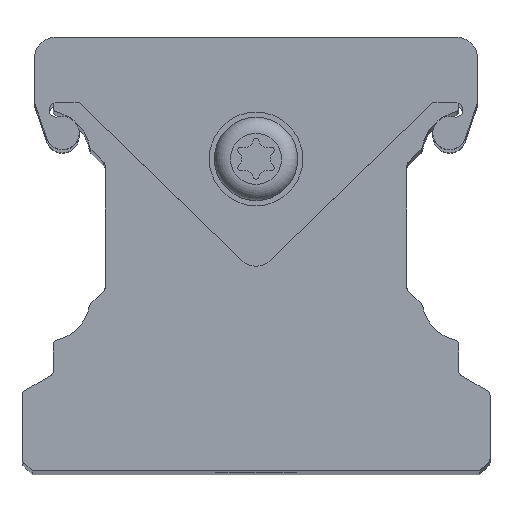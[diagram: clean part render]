
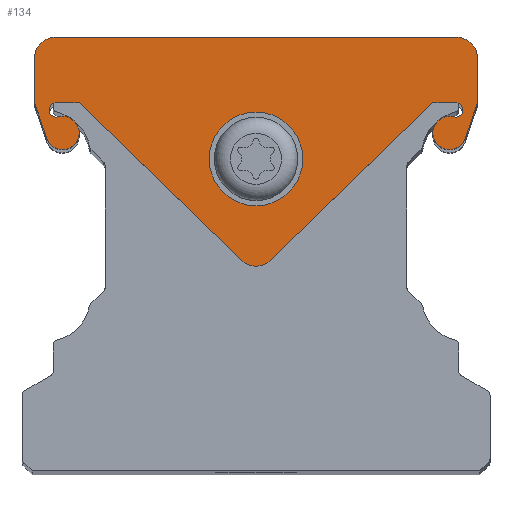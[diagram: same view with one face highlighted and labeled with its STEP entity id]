
A CAD part, top view. The second image highlights one B-rep face of the part: STEP entity #134.
In plain terms, the highlighted planar face has unit normal (0, 0, 1).
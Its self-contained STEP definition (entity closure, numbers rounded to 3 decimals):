
#134 = ADVANCED_FACE ( 'NONE', ( #2539, #2537 ), #625, .T. ) ;
#158 = VERTEX_POINT ( 'NONE', #650 ) ;
#217 = VERTEX_POINT ( 'NONE', #698 ) ;
#224 = VERTEX_POINT ( 'NONE', #705 ) ;
#230 = VERTEX_POINT ( 'NONE', #711 ) ;
#616 = CARTESIAN_POINT ( 'NONE',  ( -19.3, -2., 0. ) ) ;
#625 = PLANE ( 'NONE',  #2254 ) ;
#626 = DIRECTION ( 'NONE',  ( 0., 0., 1. ) ) ;
#627 = DIRECTION ( 'NONE',  ( 1., 0., 0. ) ) ;
#650 = CARTESIAN_POINT ( 'NONE',  ( 21.3, -2., 0. ) ) ;
#698 = CARTESIAN_POINT ( 'NONE',  ( 21.3, -6.3, 0. ) ) ;
#705 = CARTESIAN_POINT ( 'NONE',  ( -17., -6.3, 0. ) ) ;
#711 = CARTESIAN_POINT ( 'NONE',  ( 19.3, 0., 0. ) ) ;
#747 = CARTESIAN_POINT ( 'NONE',  ( -20.112, -9.725, 0. ) ) ;
#751 = CARTESIAN_POINT ( 'NONE',  ( -19.3, 0., 0. ) ) ;
#757 = CARTESIAN_POINT ( 'NONE',  ( -19.209, -6.3, 0. ) ) ;
#851 = CARTESIAN_POINT ( 'NONE',  ( 21.3, -2., 0. ) ) ;
#859 = CARTESIAN_POINT ( 'NONE',  ( -21.3, -6.3, 0. ) ) ;
#861 = DIRECTION ( 'NONE',  ( 0., 1., 0. ) ) ;
#863 = DIRECTION ( 'NONE',  ( 0.328, -0.945, 0. ) ) ;
#876 = CARTESIAN_POINT ( 'NONE',  ( -17., -6.3, 0. ) ) ;
#877 = DIRECTION ( 'NONE',  ( 0.718, -0.696, 0. ) ) ;
#881 = CARTESIAN_POINT ( 'NONE',  ( 19.209, -6.3, 0. ) ) ;
#882 = DIRECTION ( 'NONE',  ( 1., 0., 0. ) ) ;
#883 = CARTESIAN_POINT ( 'NONE',  ( 18.6, -9.2, 0. ) ) ;
#884 = DIRECTION ( 'NONE',  ( 0., 0., 1. ) ) ;
#885 = DIRECTION ( 'NONE',  ( 1., 0., 0. ) ) ;
#890 = CARTESIAN_POINT ( 'NONE',  ( -19.209, -6.3, 0. ) ) ;
#891 = DIRECTION ( 'NONE',  ( 1., 0., 0. ) ) ;
#896 = CARTESIAN_POINT ( 'NONE',  ( -18.6, -9.2, 0. ) ) ;
#897 = DIRECTION ( 'NONE',  ( 0., 0., 1. ) ) ;
#898 = DIRECTION ( 'NONE',  ( 1., 0., 0. ) ) ;
#905 = CARTESIAN_POINT ( 'NONE',  ( 17., -6.3, 0. ) ) ;
#906 = DIRECTION ( 'NONE',  ( 0.718, 0.696, 0. ) ) ;
#907 = CARTESIAN_POINT ( 'NONE',  ( -21.3, -2., 0. ) ) ;
#908 = DIRECTION ( 'NONE',  ( 0., -1., 0. ) ) ;
#916 = CARTESIAN_POINT ( 'NONE',  ( 21.3, -6.3, 0. ) ) ;
#925 = DIRECTION ( 'NONE',  ( 0.328, 0.945, 0. ) ) ;
#939 = CARTESIAN_POINT ( 'NONE',  ( 0., -20., 0. ) ) ;
#948 = CARTESIAN_POINT ( 'NONE',  ( 19.3, -2., 0. ) ) ;
#949 = CARTESIAN_POINT ( 'NONE',  ( 19.209, -6.991, 0. ) ) ;
#950 = DIRECTION ( 'NONE',  ( 0., 0., 1. ) ) ;
#951 = DIRECTION ( 'NONE',  ( 1., 0., 0. ) ) ;
#953 = DIRECTION ( 'NONE',  ( 0., 0., 1. ) ) ;
#954 = DIRECTION ( 'NONE',  ( 1., 0., 0. ) ) ;
#956 = DIRECTION ( 'NONE',  ( 0., 0., -1. ) ) ;
#957 = DIRECTION ( 'NONE',  ( 1., 0., 0. ) ) ;
#972 = CARTESIAN_POINT ( 'NONE',  ( -19.209, -6.991, 0. ) ) ;
#975 = CARTESIAN_POINT ( 'NONE',  ( 0., -11.7, 0. ) ) ;
#979 = DIRECTION ( 'NONE',  ( 0., 0., 1. ) ) ;
#980 = DIRECTION ( 'NONE',  ( 1., 0., 0. ) ) ;
#982 = DIRECTION ( 'NONE',  ( 0., 0., -1. ) ) ;
#983 = DIRECTION ( 'NONE',  ( 1., 0., 0. ) ) ;
#1350 = CARTESIAN_POINT ( 'NONE',  ( -19.3, 0., 0. ) ) ;
#1351 = DIRECTION ( 'NONE',  ( -1., 0., 0. ) ) ;
#1404 = CARTESIAN_POINT ( 'NONE',  ( -19.3, -2., 0. ) ) ;
#1434 = DIRECTION ( 'NONE',  ( 0., 0., 1. ) ) ;
#1435 = DIRECTION ( 'NONE',  ( 1., 0., 0. ) ) ;
#1567 = VERTEX_POINT ( 'NONE', #1568 ) ;
#1568 = CARTESIAN_POINT ( 'NONE',  ( 2., -11.7, 0. ) ) ;
#1738 = VERTEX_POINT ( 'NONE', #1914 ) ;
#1742 = VERTEX_POINT ( 'NONE', #1934 ) ;
#1744 = VERTEX_POINT ( 'NONE', #1939 ) ;
#1745 = VERTEX_POINT ( 'NONE', #1912 ) ;
#1750 = VERTEX_POINT ( 'NONE', #1906 ) ;
#1780 = VERTEX_POINT ( 'NONE', #3136 ) ;
#1783 = VERTEX_POINT ( 'NONE', #3125 ) ;
#1800 = VERTEX_POINT ( 'NONE', #3072 ) ;
#1804 = VERTEX_POINT ( 'NONE', #3071 ) ;
#1830 = VERTEX_POINT ( 'NONE', #747 ) ;
#1835 = VERTEX_POINT ( 'NONE', #751 ) ;
#1841 = VERTEX_POINT ( 'NONE', #757 ) ;
#1892 = EDGE_LOOP ( 'NONE', ( #3600 ) ) ;
#1906 = CARTESIAN_POINT ( 'NONE',  ( 19.025, -7.658, 0. ) ) ;
#1912 = CARTESIAN_POINT ( 'NONE',  ( 17., -6.3, 0. ) ) ;
#1914 = CARTESIAN_POINT ( 'NONE',  ( -19.025, -7.658, 0. ) ) ;
#1934 = CARTESIAN_POINT ( 'NONE',  ( 20.112, -9.725, 0. ) ) ;
#1939 = CARTESIAN_POINT ( 'NONE',  ( -21.3, -6.3, 0. ) ) ;
#1944 = EDGE_CURVE ( 'NONE', #217, #158, #2599, .T. ) ;
#1945 = EDGE_CURVE ( 'NONE', #1744, #1830, #2587, .T. ) ;
#1952 = EDGE_CURVE ( 'NONE', #224, #1780, #2613, .T. ) ;
#1954 = EDGE_CURVE ( 'NONE', #1745, #1783, #2609, .T. ) ;
#1955 = EDGE_CURVE ( 'NONE', #1750, #1742, #2620, .T. ) ;
#1958 = EDGE_CURVE ( 'NONE', #1841, #224, #2623, .T. ) ;
#1962 = EDGE_CURVE ( 'NONE', #1830, #1738, #2632, .T. ) ;
#1966 = EDGE_CURVE ( 'NONE', #1804, #1745, #2636, .T. ) ;
#1967 = EDGE_CURVE ( 'NONE', #1800, #1744, #2638, .T. ) ;
#1975 = EDGE_CURVE ( 'NONE', #1742, #217, #2651, .T. ) ;
#1986 = EDGE_CURVE ( 'NONE', #158, #230, #2668, .T. ) ;
#1987 = EDGE_CURVE ( 'NONE', #1780, #1804, #2670, .T. ) ;
#1988 = EDGE_CURVE ( 'NONE', #1783, #1750, #2672, .T. ) ;
#1998 = EDGE_CURVE ( 'NONE', #1567, #1567, #2689, .T. ) ;
#1999 = EDGE_CURVE ( 'NONE', #1738, #1841, #2691, .T. ) ;
#2254 = AXIS2_PLACEMENT_3D ( 'NONE', #616, #626, #627 ) ;
#2283 = AXIS2_PLACEMENT_3D ( 'NONE', #883, #884, #885 ) ;
#2285 = AXIS2_PLACEMENT_3D ( 'NONE', #896, #897, #898 ) ;
#2290 = AXIS2_PLACEMENT_3D ( 'NONE', #948, #950, #951 ) ;
#2292 = AXIS2_PLACEMENT_3D ( 'NONE', #939, #953, #954 ) ;
#2293 = AXIS2_PLACEMENT_3D ( 'NONE', #949, #956, #957 ) ;
#2297 = AXIS2_PLACEMENT_3D ( 'NONE', #975, #979, #980 ) ;
#2300 = AXIS2_PLACEMENT_3D ( 'NONE', #972, #982, #983 ) ;
#2384 = AXIS2_PLACEMENT_3D ( 'NONE', #1404, #1434, #1435 ) ;
#2537 = FACE_BOUND ( 'NONE', #1892, .T. ) ;
#2539 = FACE_OUTER_BOUND ( 'NONE', #3145, .T. ) ;
#2587 = LINE ( 'NONE', #859, #2601 ) ;
#2596 = VECTOR ( 'NONE', #861, 1000. ) ;
#2599 = LINE ( 'NONE', #851, #2596 ) ;
#2601 = VECTOR ( 'NONE', #863, 1000. ) ;
#2609 = LINE ( 'NONE', #881, #2616 ) ;
#2613 = LINE ( 'NONE', #876, #2614 ) ;
#2614 = VECTOR ( 'NONE', #877, 1000. ) ;
#2616 = VECTOR ( 'NONE', #882, 1000. ) ;
#2620 = CIRCLE ( 'NONE', #2283, 1.6 ) ;
#2623 = LINE ( 'NONE', #890, #2624 ) ;
#2624 = VECTOR ( 'NONE', #891, 1000. ) ;
#2632 = CIRCLE ( 'NONE', #2285, 1.6 ) ;
#2636 = LINE ( 'NONE', #905, #2637 ) ;
#2637 = VECTOR ( 'NONE', #906, 1000. ) ;
#2638 = LINE ( 'NONE', #907, #2639 ) ;
#2639 = VECTOR ( 'NONE', #908, 1000. ) ;
#2651 = LINE ( 'NONE', #916, #2653 ) ;
#2653 = VECTOR ( 'NONE', #925, 1000. ) ;
#2668 = CIRCLE ( 'NONE', #2290, 2. ) ;
#2670 = CIRCLE ( 'NONE', #2292, 2. ) ;
#2672 = CIRCLE ( 'NONE', #2293, 0.691 ) ;
#2689 = CIRCLE ( 'NONE', #2297, 2. ) ;
#2691 = CIRCLE ( 'NONE', #2300, 0.691 ) ;
#2922 = LINE ( 'NONE', #1350, #2923 ) ;
#2923 = VECTOR ( 'NONE', #1351, 1000. ) ;
#2979 = CIRCLE ( 'NONE', #2384, 2. ) ;
#3071 = CARTESIAN_POINT ( 'NONE',  ( 1.392, -21.436, 0. ) ) ;
#3072 = CARTESIAN_POINT ( 'NONE',  ( -21.3, -2., 0. ) ) ;
#3125 = CARTESIAN_POINT ( 'NONE',  ( 19.209, -6.3, 0. ) ) ;
#3136 = CARTESIAN_POINT ( 'NONE',  ( -1.392, -21.436, 0. ) ) ;
#3145 = EDGE_LOOP ( 'NONE', ( #3584, #3585, #3586, #3587, #3588, #3589, #3590, #3591, #3592, #3593, #3594, #3595, #3596, #3597, #3598, #3599 ) ) ;
#3584 = ORIENTED_EDGE ( 'NONE', *, *, #1999, .T. ) ;
#3585 = ORIENTED_EDGE ( 'NONE', *, *, #1958, .T. ) ;
#3586 = ORIENTED_EDGE ( 'NONE', *, *, #1952, .T. ) ;
#3587 = ORIENTED_EDGE ( 'NONE', *, *, #1987, .T. ) ;
#3588 = ORIENTED_EDGE ( 'NONE', *, *, #1966, .T. ) ;
#3589 = ORIENTED_EDGE ( 'NONE', *, *, #1954, .T. ) ;
#3590 = ORIENTED_EDGE ( 'NONE', *, *, #1988, .T. ) ;
#3591 = ORIENTED_EDGE ( 'NONE', *, *, #1955, .T. ) ;
#3592 = ORIENTED_EDGE ( 'NONE', *, *, #1975, .T. ) ;
#3593 = ORIENTED_EDGE ( 'NONE', *, *, #1944, .T. ) ;
#3594 = ORIENTED_EDGE ( 'NONE', *, *, #1986, .T. ) ;
#3595 = ORIENTED_EDGE ( 'NONE', *, *, #3990, .T. ) ;
#3596 = ORIENTED_EDGE ( 'NONE', *, *, #4024, .T. ) ;
#3597 = ORIENTED_EDGE ( 'NONE', *, *, #1967, .T. ) ;
#3598 = ORIENTED_EDGE ( 'NONE', *, *, #1945, .T. ) ;
#3599 = ORIENTED_EDGE ( 'NONE', *, *, #1962, .T. ) ;
#3600 = ORIENTED_EDGE ( 'NONE', *, *, #1998, .F. ) ;
#3990 = EDGE_CURVE ( 'NONE', #230, #1835, #2922, .T. ) ;
#4024 = EDGE_CURVE ( 'NONE', #1835, #1800, #2979, .T. ) ;
